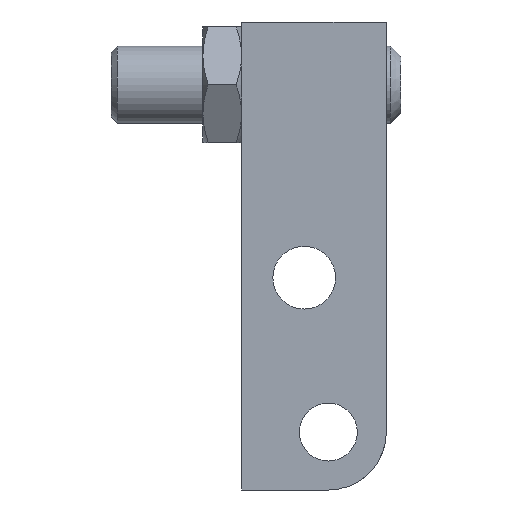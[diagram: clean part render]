
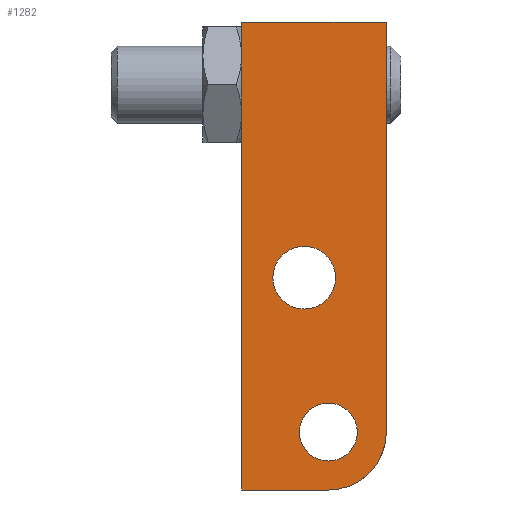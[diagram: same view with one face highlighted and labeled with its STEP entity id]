
A CAD part, left-side view. The second image highlights one B-rep face of the part: STEP entity #1282.
In plain terms, the highlighted planar face has unit normal (-1, 0, 0).
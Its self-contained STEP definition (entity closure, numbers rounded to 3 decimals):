
#16=CARTESIAN_POINT('',(-13.,12.,12.));
#17=DIRECTION('',(1.,0.,0.));
#18=DIRECTION('',(0.,0.,-1.));
#19=AXIS2_PLACEMENT_3D('',#16,#17,#18);
#25=CARTESIAN_POINT('',(-13.,12.,12.));
#26=DIRECTION('',(1.,0.,0.));
#27=DIRECTION('',(0.,0.,1.));
#28=AXIS2_PLACEMENT_3D('',#25,#26,#27);
#33=CARTESIAN_POINT('',(-13.,17.004,44.004));
#34=DIRECTION('',(1.,0.,0.));
#35=DIRECTION('',(0.,0.,-1.));
#36=AXIS2_PLACEMENT_3D('',#33,#34,#35);
#41=CARTESIAN_POINT('',(-13.,17.004,44.004));
#42=DIRECTION('',(1.,0.,0.));
#43=DIRECTION('',(0.,0.,1.));
#44=AXIS2_PLACEMENT_3D('',#41,#42,#43);
#49=DIRECTION('',(0.,-1.,0.));
#50=VECTOR('',#49,30.);
#51=CARTESIAN_POINT('',(-13.,30.,97.));
#52=LINE('',#51,#50);
#56=DIRECTION('',(0.,0.,-1.));
#57=VECTOR('',#56,85.);
#58=CARTESIAN_POINT('',(-13.,0.,97.));
#59=LINE('',#58,#57);
#63=CARTESIAN_POINT('',(-13.,12.,12.));
#64=DIRECTION('',(-1.,0.,0.));
#65=DIRECTION('',(0.,0.,-1.));
#66=AXIS2_PLACEMENT_3D('',#63,#64,#65);
#71=DIRECTION('',(0.,1.,0.));
#72=VECTOR('',#71,18.);
#73=CARTESIAN_POINT('',(-13.,12.,0.));
#74=LINE('',#73,#72);
#235=DIRECTION('',(0.,0.,-1.));
#236=VECTOR('',#235,97.);
#237=CARTESIAN_POINT('',(-13.,30.,97.));
#238=LINE('',#237,#236);
#1103=CARTESIAN_POINT('',(-13.,30.,97.));
#1104=CARTESIAN_POINT('',(-13.,0.,97.));
#1105=VERTEX_POINT('',#1103);
#1106=VERTEX_POINT('',#1104);
#1111=CARTESIAN_POINT('',(-13.,30.,0.));
#1113=VERTEX_POINT('',#1111);
#1115=CARTESIAN_POINT('',(-13.,12.,6.));
#1116=CARTESIAN_POINT('',(-13.,12.,18.));
#1117=VERTEX_POINT('',#1115);
#1118=VERTEX_POINT('',#1116);
#1123=CARTESIAN_POINT('',(-13.,17.004,37.504));
#1124=CARTESIAN_POINT('',(-13.,17.004,50.504));
#1125=VERTEX_POINT('',#1123);
#1126=VERTEX_POINT('',#1124);
#1131=CARTESIAN_POINT('',(-13.,12.,0.));
#1132=CARTESIAN_POINT('',(-13.,0.,12.));
#1133=VERTEX_POINT('',#1131);
#1134=VERTEX_POINT('',#1132);
#1253=CARTESIAN_POINT('',(-13.,0.,0.));
#1254=DIRECTION('',(1.,0.,0.));
#1255=DIRECTION('',(0.,0.,-1.));
#1256=AXIS2_PLACEMENT_3D('',#1253,#1254,#1255);
#1257=PLANE('',#1256);
#1259=ORIENTED_EDGE('',*,*,#1258,.F.);
#1261=ORIENTED_EDGE('',*,*,#1260,.T.);
#1263=ORIENTED_EDGE('',*,*,#1262,.T.);
#1265=ORIENTED_EDGE('',*,*,#1264,.F.);
#1267=ORIENTED_EDGE('',*,*,#1266,.T.);
#1268=EDGE_LOOP('',(#1259,#1261,#1263,#1265,#1267));
#1269=FACE_OUTER_BOUND('',#1268,.F.);
#1271=ORIENTED_EDGE('',*,*,#1270,.F.);
#1273=ORIENTED_EDGE('',*,*,#1272,.F.);
#1274=EDGE_LOOP('',(#1271,#1273));
#1275=FACE_BOUND('',#1274,.F.);
#1277=ORIENTED_EDGE('',*,*,#1276,.F.);
#1279=ORIENTED_EDGE('',*,*,#1278,.F.);
#1280=EDGE_LOOP('',(#1277,#1279));
#1281=FACE_BOUND('',#1280,.F.);
#20=CIRCLE('',#19,6.);
#29=CIRCLE('',#28,6.);
#37=CIRCLE('',#36,6.5);
#45=CIRCLE('',#44,6.5);
#67=CIRCLE('',#66,12.);
#1258=EDGE_CURVE('',#1105,#1113,#238,.T.);
#1260=EDGE_CURVE('',#1105,#1106,#52,.T.);
#1262=EDGE_CURVE('',#1106,#1134,#59,.T.);
#1264=EDGE_CURVE('',#1133,#1134,#67,.T.);
#1266=EDGE_CURVE('',#1133,#1113,#74,.T.);
#1270=EDGE_CURVE('',#1125,#1126,#37,.T.);
#1272=EDGE_CURVE('',#1126,#1125,#45,.T.);
#1276=EDGE_CURVE('',#1117,#1118,#20,.T.);
#1278=EDGE_CURVE('',#1118,#1117,#29,.T.);
#1282=ADVANCED_FACE('',(#1269,#1275,#1281),#1257,.F.);
